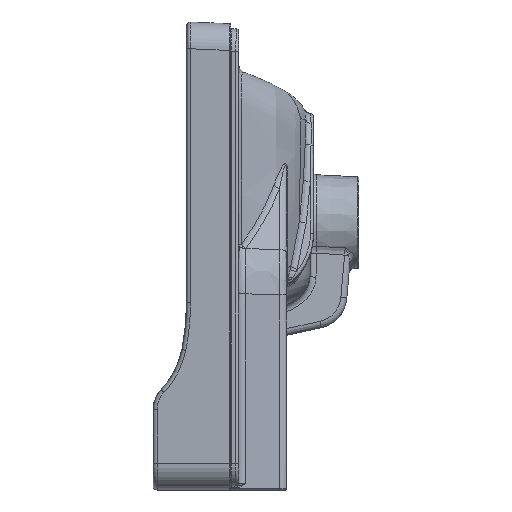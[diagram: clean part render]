
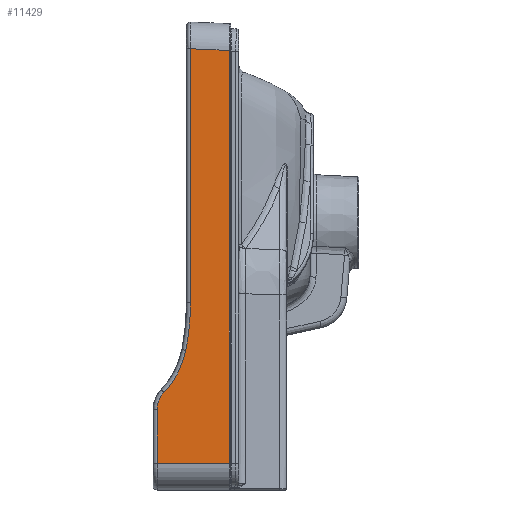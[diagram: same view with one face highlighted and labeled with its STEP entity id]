
A CAD part, left-side view. The second image highlights one B-rep face of the part: STEP entity #11429.
In plain terms, the highlighted planar face has unit normal (-1, 0, 0).
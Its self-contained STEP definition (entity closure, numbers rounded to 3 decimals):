
#1026 = CARTESIAN_POINT ( 'NONE',  ( -200., 107., -35. ) ) ;
#2188 = AXIS2_PLACEMENT_3D ( 'NONE', #13346, #49489, #44750 ) ;
#2232 = CARTESIAN_POINT ( 'NONE',  ( -200., 78., 175. ) ) ;
#4374 = CARTESIAN_POINT ( 'NONE',  ( -200., 132., -115. ) ) ;
#5579 = ORIENTED_EDGE ( 'NONE', *, *, #8871, .T. ) ;
#5964 = DIRECTION ( 'NONE',  ( 0., 0., 1. ) ) ;
#6061 = CARTESIAN_POINT ( 'NONE',  ( -200., 107., 154.981 ) ) ;
#6216 = CARTESIAN_POINT ( 'NONE',  ( -200., 172.89, -58.2 ) ) ;
#7468 = CARTESIAN_POINT ( 'NONE',  ( -200., 78., -155. ) ) ;
#7662 = LINE ( 'NONE', #15059, #29847 ) ;
#8258 = VERTEX_POINT ( 'NONE', #7468 ) ;
#8534 = CIRCLE ( 'NONE', #19894, 18.75 ) ;
#8863 = EDGE_CURVE ( 'NONE', #39699, #8258, #27196, .T. ) ;
#8871 = EDGE_CURVE ( 'NONE', #51897, #39699, #7662, .T. ) ;
#9271 = CARTESIAN_POINT ( 'NONE',  ( -200., 113.25, -115. ) ) ;
#9922 = CARTESIAN_POINT ( 'NONE',  ( -200., 132., -155. ) ) ;
#10300 = ORIENTED_EDGE ( 'NONE', *, *, #25117, .T. ) ;
#11429 = ADVANCED_FACE ( 'NONE', ( #16941 ), #33028, .T. ) ;
#11624 = AXIS2_PLACEMENT_3D ( 'NONE', #49118, #29071, #45169 ) ;
#12164 = LINE ( 'NONE', #40651, #12540 ) ;
#12540 = VECTOR ( 'NONE', #12690, 1000. ) ;
#12647 = CARTESIAN_POINT ( 'NONE',  ( -200., 110.497, -70.584 ) ) ;
#12690 = DIRECTION ( 'NONE',  ( 0., 0., -1. ) ) ;
#12841 = ORIENTED_EDGE ( 'NONE', *, *, #24935, .T. ) ;
#13346 = CARTESIAN_POINT ( 'NONE',  ( -200., 289.78, -35. ) ) ;
#14035 = EDGE_CURVE ( 'NONE', #43034, #32911, #12164, .T. ) ;
#15059 = CARTESIAN_POINT ( 'NONE',  ( -200., 132., -155. ) ) ;
#15436 = ORIENTED_EDGE ( 'NONE', *, *, #35715, .T. ) ;
#16941 = FACE_OUTER_BOUND ( 'NONE', #49345, .T. ) ;
#18105 = CARTESIAN_POINT ( 'NONE',  ( -200., 110.867, 155.15 ) ) ;
#19363 = VERTEX_POINT ( 'NONE', #19706 ) ;
#19528 = DIRECTION ( 'NONE',  ( 0., 0., -1. ) ) ;
#19706 = CARTESIAN_POINT ( 'NONE',  ( -200., 126.828, -102.069 ) ) ;
#19894 = AXIS2_PLACEMENT_3D ( 'NONE', #9271, #49877, #21659 ) ;
#21619 = EDGE_CURVE ( 'NONE', #46908, #43034, #37908, .T. ) ;
#21659 = DIRECTION ( 'NONE',  ( 0., 0., 1. ) ) ;
#22367 = CIRCLE ( 'NONE', #39210, 63.609 ) ;
#22530 = VECTOR ( 'NONE', #34193, 1000. ) ;
#24935 = EDGE_CURVE ( 'NONE', #32911, #39642, #47638, .T. ) ;
#25117 = EDGE_CURVE ( 'NONE', #39642, #19363, #22367, .T. ) ;
#27196 = LINE ( 'NONE', #30620, #32353 ) ;
#28693 = ORIENTED_EDGE ( 'NONE', *, *, #21619, .T. ) ;
#29071 = DIRECTION ( 'NONE',  ( -1., 0., 0. ) ) ;
#29847 = VECTOR ( 'NONE', #19528, 1000. ) ;
#29954 = DIRECTION ( 'NONE',  ( 1., 0., 0. ) ) ;
#30620 = CARTESIAN_POINT ( 'NONE',  ( -200., 110., -155. ) ) ;
#32353 = VECTOR ( 'NONE', #50927, 1000. ) ;
#32911 = VERTEX_POINT ( 'NONE', #1026 ) ;
#33028 = PLANE ( 'NONE',  #11624 ) ;
#33611 = LINE ( 'NONE', #2232, #40124 ) ;
#34193 = DIRECTION ( 'NONE',  ( 0., 0.999, 0.044 ) ) ;
#35715 = EDGE_CURVE ( 'NONE', #19363, #51897, #8534, .T. ) ;
#36554 = EDGE_CURVE ( 'NONE', #8258, #46908, #33611, .T. ) ;
#37908 = LINE ( 'NONE', #18105, #22530 ) ;
#39210 = AXIS2_PLACEMENT_3D ( 'NONE', #6216, #29954, #5964 ) ;
#39642 = VERTEX_POINT ( 'NONE', #12647 ) ;
#39699 = VERTEX_POINT ( 'NONE', #9922 ) ;
#40124 = VECTOR ( 'NONE', #45752, 1000. ) ;
#40651 = CARTESIAN_POINT ( 'NONE',  ( -200., 107., -35. ) ) ;
#43034 = VERTEX_POINT ( 'NONE', #6061 ) ;
#44750 = DIRECTION ( 'NONE',  ( 0., 0., 1. ) ) ;
#44914 = ORIENTED_EDGE ( 'NONE', *, *, #8863, .T. ) ;
#45169 = DIRECTION ( 'NONE',  ( 0., 0., 1. ) ) ;
#45289 = ORIENTED_EDGE ( 'NONE', *, *, #36554, .T. ) ;
#45752 = DIRECTION ( 'NONE',  ( 0., 0., 1. ) ) ;
#46908 = VERTEX_POINT ( 'NONE', #48380 ) ;
#47638 = CIRCLE ( 'NONE', #2188, 182.78 ) ;
#48380 = CARTESIAN_POINT ( 'NONE',  ( -200., 78., 153.715 ) ) ;
#48881 = ORIENTED_EDGE ( 'NONE', *, *, #14035, .T. ) ;
#49118 = CARTESIAN_POINT ( 'NONE',  ( -200., 110., 175. ) ) ;
#49345 = EDGE_LOOP ( 'NONE', ( #44914, #45289, #28693, #48881, #12841, #10300, #15436, #5579 ) ) ;
#49489 = DIRECTION ( 'NONE',  ( 1., 0., 0. ) ) ;
#49877 = DIRECTION ( 'NONE',  ( -1., 0., 0. ) ) ;
#50927 = DIRECTION ( 'NONE',  ( 0., -1., 0. ) ) ;
#51897 = VERTEX_POINT ( 'NONE', #4374 ) ;
